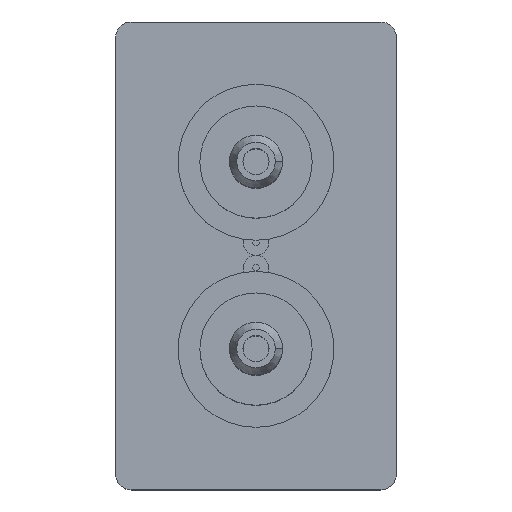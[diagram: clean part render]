
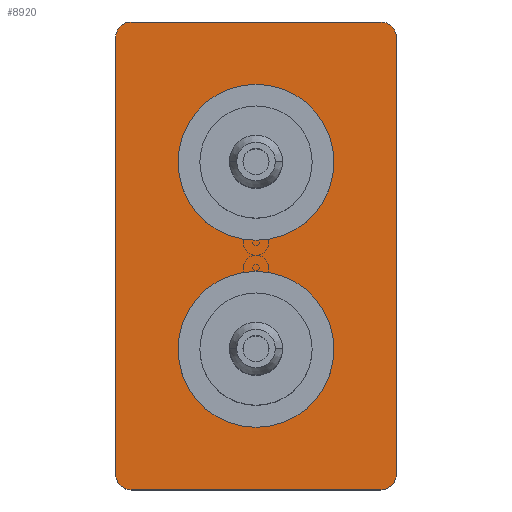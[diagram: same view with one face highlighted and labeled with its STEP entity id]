
A CAD part, top view. The second image highlights one B-rep face of the part: STEP entity #8920.
In plain terms, the highlighted planar face has unit normal (0, 0, 1).
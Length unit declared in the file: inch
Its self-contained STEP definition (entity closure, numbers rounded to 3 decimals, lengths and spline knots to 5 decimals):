
#1350=DIRECTION('',(0.,-1.,0.));
#1351=VECTOR('',#1350,0.7);
#1352=CARTESIAN_POINT('',(-0.225,0.725,0.));
#1353=LINE('',#1352,#1351);
#1942=CARTESIAN_POINT('',(0.,0.525,0.));
#1943=DIRECTION('',(0.,0.,-1.));
#1944=DIRECTION('',(-1.,0.,0.));
#1945=AXIS2_PLACEMENT_3D('',#1942,#1943,#1944);
#1947=CARTESIAN_POINT('',(0.,0.525,0.));
#1948=DIRECTION('',(0.,0.,-1.));
#1949=DIRECTION('',(1.,0.,0.));
#1950=AXIS2_PLACEMENT_3D('',#1947,#1948,#1949);
#1952=CARTESIAN_POINT('',(0.,0.225,0.));
#1953=DIRECTION('',(0.,0.,-1.));
#1954=DIRECTION('',(1.,0.,0.));
#1955=AXIS2_PLACEMENT_3D('',#1952,#1953,#1954);
#1957=CARTESIAN_POINT('',(0.,0.225,0.));
#1958=DIRECTION('',(0.,0.,-1.));
#1959=DIRECTION('',(-1.,0.,0.));
#1960=AXIS2_PLACEMENT_3D('',#1957,#1958,#1959);
#1962=CARTESIAN_POINT('',(0.2,0.725,0.));
#1963=DIRECTION('',(0.,0.,1.));
#1964=DIRECTION('',(1.,0.,0.));
#1965=AXIS2_PLACEMENT_3D('',#1962,#1963,#1964);
#1967=CARTESIAN_POINT('',(0.2,0.025,0.));
#1968=DIRECTION('',(0.,0.,1.));
#1969=DIRECTION('',(0.,-1.,0.));
#1970=AXIS2_PLACEMENT_3D('',#1967,#1968,#1969);
#1972=CARTESIAN_POINT('',(-0.2,0.025,0.));
#1973=DIRECTION('',(0.,0.,1.));
#1974=DIRECTION('',(-1.,0.,0.));
#1975=AXIS2_PLACEMENT_3D('',#1972,#1973,#1974);
#1977=CARTESIAN_POINT('',(-0.2,0.725,0.));
#1978=DIRECTION('',(0.,0.,1.));
#1979=DIRECTION('',(0.,1.,0.));
#1980=AXIS2_PLACEMENT_3D('',#1977,#1978,#1979);
#1982=DIRECTION('',(1.,0.,0.));
#1983=VECTOR('',#1982,0.4);
#1984=CARTESIAN_POINT('',(-0.2,0.75,0.));
#1985=LINE('',#1984,#1983);
#2197=DIRECTION('',(1.,0.,0.));
#2198=VECTOR('',#2197,0.4);
#2199=CARTESIAN_POINT('',(-0.2,0.,0.));
#2200=LINE('',#2199,#2198);
#2241=DIRECTION('',(0.,-1.,0.));
#2242=VECTOR('',#2241,0.7);
#2243=CARTESIAN_POINT('',(0.225,0.725,0.));
#2244=LINE('',#2243,#2242);
#6860=CARTESIAN_POINT('',(-0.101,0.525,0.));
#6861=CARTESIAN_POINT('',(0.101,0.525,0.));
#6862=VERTEX_POINT('',#6860);
#6863=VERTEX_POINT('',#6861);
#6868=CARTESIAN_POINT('',(0.101,0.225,0.));
#6869=CARTESIAN_POINT('',(-0.101,0.225,0.));
#6870=VERTEX_POINT('',#6868);
#6871=VERTEX_POINT('',#6869);
#6902=CARTESIAN_POINT('',(0.225,0.725,0.));
#6903=CARTESIAN_POINT('',(0.2,0.75,0.));
#6904=VERTEX_POINT('',#6902);
#6905=VERTEX_POINT('',#6903);
#6911=CARTESIAN_POINT('',(-0.2,0.75,0.));
#6912=VERTEX_POINT('',#6911);
#6913=CARTESIAN_POINT('',(-0.225,0.725,0.));
#6914=VERTEX_POINT('',#6913);
#6915=CARTESIAN_POINT('',(-0.225,0.025,0.));
#6916=CARTESIAN_POINT('',(-0.2,0.,0.));
#6917=VERTEX_POINT('',#6915);
#6918=VERTEX_POINT('',#6916);
#6924=CARTESIAN_POINT('',(0.2,0.,0.));
#6925=VERTEX_POINT('',#6924);
#6926=CARTESIAN_POINT('',(0.225,0.025,0.));
#6927=VERTEX_POINT('',#6926);
#8888=CARTESIAN_POINT('',(-0.225,0.75,0.));
#8889=DIRECTION('',(0.,0.,1.));
#8890=DIRECTION('',(0.,-1.,0.));
#8891=AXIS2_PLACEMENT_3D('',#8888,#8889,#8890);
#8892=PLANE('',#8891);
#8893=ORIENTED_EDGE('',*,*,#8878,.F.);
#8895=ORIENTED_EDGE('',*,*,#8894,.T.);
#8897=ORIENTED_EDGE('',*,*,#8896,.F.);
#8899=ORIENTED_EDGE('',*,*,#8898,.F.);
#8901=ORIENTED_EDGE('',*,*,#8900,.F.);
#8902=ORIENTED_EDGE('',*,*,#8553,.F.);
#8903=ORIENTED_EDGE('',*,*,#8849,.F.);
#8905=ORIENTED_EDGE('',*,*,#8904,.T.);
#8906=EDGE_LOOP('',(#8893,#8895,#8897,#8899,#8901,#8902,#8903,#8905));
#8907=FACE_OUTER_BOUND('',#8906,.F.);
#8909=ORIENTED_EDGE('',*,*,#8908,.F.);
#8911=ORIENTED_EDGE('',*,*,#8910,.F.);
#8912=EDGE_LOOP('',(#8909,#8911));
#8913=FACE_BOUND('',#8912,.F.);
#8915=ORIENTED_EDGE('',*,*,#8914,.F.);
#8917=ORIENTED_EDGE('',*,*,#8916,.F.);
#8918=EDGE_LOOP('',(#8915,#8917));
#8919=FACE_BOUND('',#8918,.F.);
#8920=ADVANCED_FACE('',(#8907,#8913,#8919),#8892,.T.);
#1946=CIRCLE('',#1945,0.101);
#1951=CIRCLE('',#1950,0.101);
#1956=CIRCLE('',#1955,0.101);
#1961=CIRCLE('',#1960,0.101);
#1966=CIRCLE('',#1965,0.025);
#1971=CIRCLE('',#1970,0.025);
#1976=CIRCLE('',#1975,0.025);
#1981=CIRCLE('',#1980,0.025);
#8553=EDGE_CURVE('',#6914,#6917,#1353,.T.);
#8849=EDGE_CURVE('',#6912,#6914,#1981,.T.);
#8878=EDGE_CURVE('',#6904,#6905,#1966,.T.);
#8894=EDGE_CURVE('',#6904,#6927,#2244,.T.);
#8896=EDGE_CURVE('',#6925,#6927,#1971,.T.);
#8898=EDGE_CURVE('',#6918,#6925,#2200,.T.);
#8900=EDGE_CURVE('',#6917,#6918,#1976,.T.);
#8904=EDGE_CURVE('',#6912,#6905,#1985,.T.);
#8908=EDGE_CURVE('',#6870,#6871,#1956,.T.);
#8910=EDGE_CURVE('',#6871,#6870,#1961,.T.);
#8914=EDGE_CURVE('',#6862,#6863,#1946,.T.);
#8916=EDGE_CURVE('',#6863,#6862,#1951,.T.);
